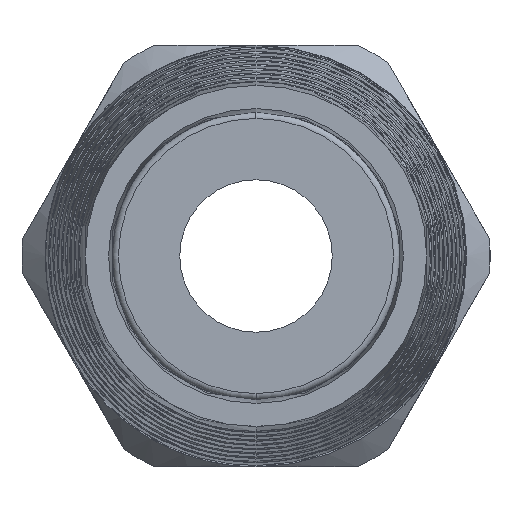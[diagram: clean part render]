
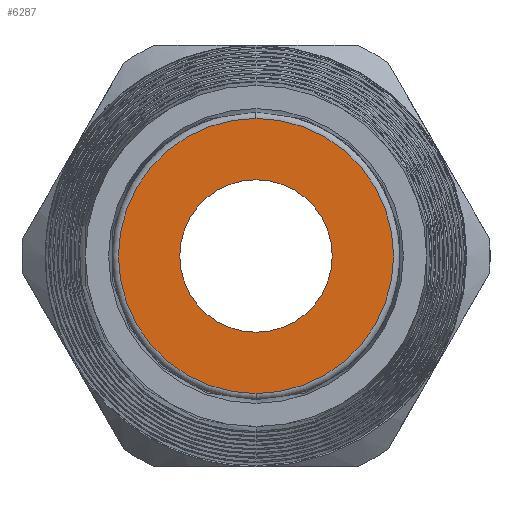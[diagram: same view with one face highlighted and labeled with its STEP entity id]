
A CAD part, left-side view. The second image highlights one B-rep face of the part: STEP entity #6287.
In plain terms, the highlighted planar face has unit normal (-1, 0, 0).
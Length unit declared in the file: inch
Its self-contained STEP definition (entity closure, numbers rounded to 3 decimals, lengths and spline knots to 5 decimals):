
#5436 = DIRECTION ( 'NONE',  ( 0., 0., 1. ) ) ;
#5437 = DIRECTION ( 'NONE',  ( -1., 0., 0. ) ) ;
#5438 = CARTESIAN_POINT ( 'NONE',  ( -1.38, 0.424, 0. ) ) ;
#5439 = AXIS2_PLACEMENT_3D ( 'NONE', #5438, #5437, #5436 ) ;
#5440 = PLANE ( 'NONE',  #5439 ) ;
#5441 = FACE_OUTER_BOUND ( 'NONE', #6311, .T. ) ;
#5442 = FACE_BOUND ( 'NONE', #6212, .T. ) ;
#5468 = DIRECTION ( 'NONE',  ( 0., 0., -1. ) ) ;
#5469 = DIRECTION ( 'NONE',  ( 1., 0., 0. ) ) ;
#5470 = CARTESIAN_POINT ( 'NONE',  ( -1.38, 0., 0. ) ) ;
#5471 = AXIS2_PLACEMENT_3D ( 'NONE', #5470, #5469, #5468 ) ;
#5472 = CIRCLE ( 'NONE', #5471, 0.424 ) ;
#5829 = DIRECTION ( 'NONE',  ( 0., 0., -1. ) ) ;
#5830 = DIRECTION ( 'NONE',  ( 1., 0., 0. ) ) ;
#5831 = AXIS2_PLACEMENT_3D ( 'NONE', #5853, #5830, #5829 ) ;
#5832 = CIRCLE ( 'NONE', #5831, 0.424 ) ;
#5849 = DIRECTION ( 'NONE',  ( 0., 0., -1. ) ) ;
#5850 = DIRECTION ( 'NONE',  ( 1., 0., 0. ) ) ;
#5851 = AXIS2_PLACEMENT_3D ( 'NONE', #5854, #5850, #5849 ) ;
#5852 = CIRCLE ( 'NONE', #5851, 0.235 ) ;
#5853 = CARTESIAN_POINT ( 'NONE',  ( -1.38, 0., 0. ) ) ;
#5854 = CARTESIAN_POINT ( 'NONE',  ( -1.38, 0., 0. ) ) ;
#6205 = ORIENTED_EDGE ( 'NONE', *, *, #6573, .T. ) ;
#6211 = ORIENTED_EDGE ( 'NONE', *, *, #7109, .T. ) ;
#6212 = EDGE_LOOP ( 'NONE', ( #6205, #6211 ) ) ;
#6287 = ADVANCED_FACE ( 'NONE', ( #5442, #5441 ), #5440, .T. ) ;
#6302 = EDGE_CURVE ( 'NONE', #7240, #7237, #5472, .T. ) ;
#6308 = ORIENTED_EDGE ( 'NONE', *, *, #6575, .F. ) ;
#6311 = EDGE_LOOP ( 'NONE', ( #6308, #6329 ) ) ;
#6329 = ORIENTED_EDGE ( 'NONE', *, *, #6302, .F. ) ;
#6573 = EDGE_CURVE ( 'NONE', #7079, #7083, #5852, .T. ) ;
#6575 = EDGE_CURVE ( 'NONE', #7237, #7240, #5832, .T. ) ;
#7079 = VERTEX_POINT ( 'NONE', #7836 ) ;
#7083 = VERTEX_POINT ( 'NONE', #7835 ) ;
#7109 = EDGE_CURVE ( 'NONE', #7083, #7079, #7828, .T. ) ;
#7237 = VERTEX_POINT ( 'NONE', #7807 ) ;
#7240 = VERTEX_POINT ( 'NONE', #7802 ) ;
#7802 = CARTESIAN_POINT ( 'NONE',  ( -1.38, 0., 0.424 ) ) ;
#7807 = CARTESIAN_POINT ( 'NONE',  ( -1.38, 0., -0.424 ) ) ;
#7824 = DIRECTION ( 'NONE',  ( 0., 0., -1. ) ) ;
#7825 = DIRECTION ( 'NONE',  ( 1., 0., 0. ) ) ;
#7826 = CARTESIAN_POINT ( 'NONE',  ( -1.38, 0., 0. ) ) ;
#7827 = AXIS2_PLACEMENT_3D ( 'NONE', #7826, #7825, #7824 ) ;
#7828 = CIRCLE ( 'NONE', #7827, 0.235 ) ;
#7835 = CARTESIAN_POINT ( 'NONE',  ( -1.38, 0., 0.235 ) ) ;
#7836 = CARTESIAN_POINT ( 'NONE',  ( -1.38, 0., -0.235 ) ) ;
